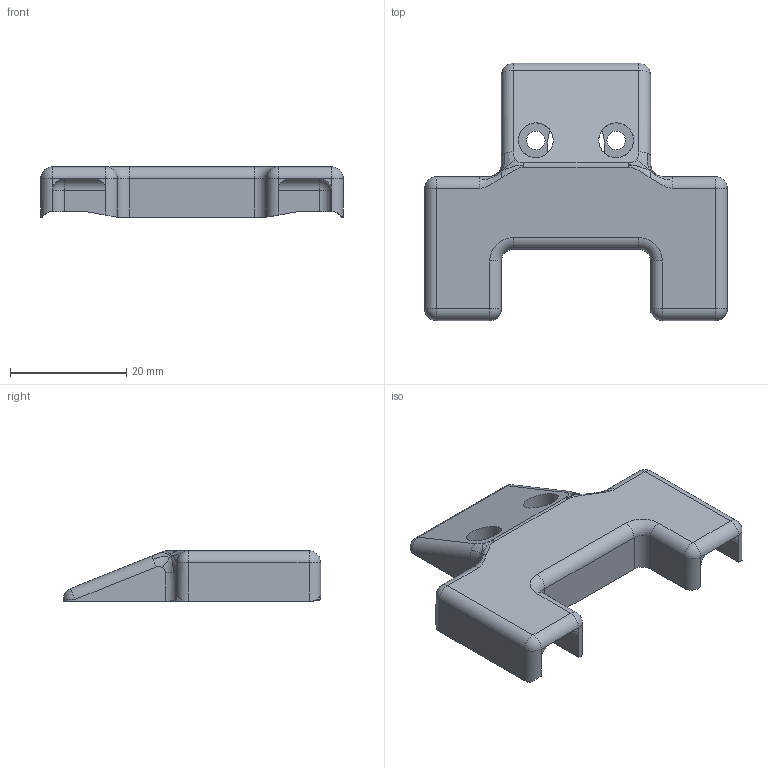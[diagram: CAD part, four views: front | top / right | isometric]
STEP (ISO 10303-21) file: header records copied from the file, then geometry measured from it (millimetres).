
FILE_DESCRIPTION(/* description */ (''),/* implementation_level */ '2;1');
FILE_NAME(/* name */ 'cable-management-top-cover.step',/* time_stamp */ '2023-01-14T10:18:30+07:00',/* author */ (''),/* organization */ (''),/* preprocessor_version */ 'ST-DEVELOPER v19.2',/* originating_system */ 'Autodesk Translation Framework v11.17.0.187',/* authorisation */ '');
FILE_SCHEMA (('AUTOMOTIVE_DESIGN { 1 0 10303 214 3 1 1 }'));
Length unit declared in the file: millimetre
Products named in the file (1): Cable Management Top Cover
Bounding box: 52 x 44.25 x 8.65 mm (x, y, z)
Volume: 5586.5 mm3; surface area: 5177 mm2
Topology: 1 solids, 1 shells, 134 faces, 328 edges, 194 vertices
Faces by surface type: plane 49, cylinder 49, bspline 18, sphere 12, torus 6
Full cylindrical faces by diameter (mm): 3.2 x2, 6 x2
Entity records: 6328 total; most frequent: CARTESIAN_POINT 3173, ORIENTED_EDGE 656, DIRECTION 649, EDGE_CURVE 328, AXIS2_PLACEMENT_3D 239, VERTEX_POINT 194, LINE 171, VECTOR 171
